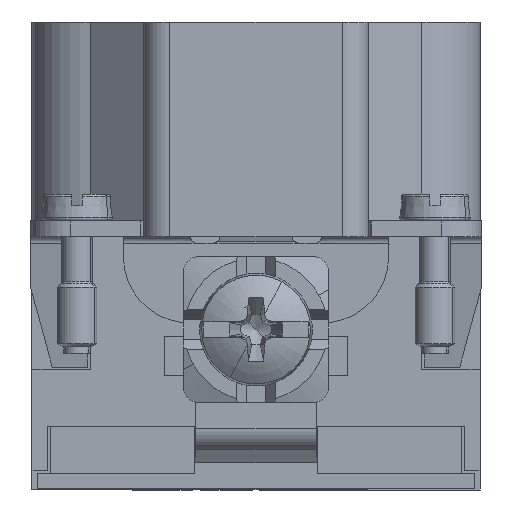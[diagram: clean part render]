
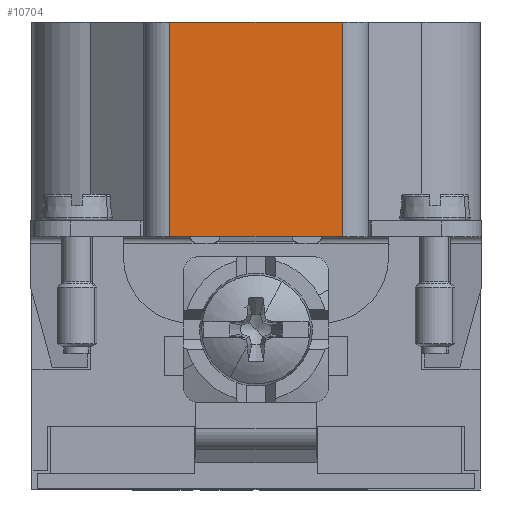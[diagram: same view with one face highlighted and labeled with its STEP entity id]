
A CAD part, front view. The second image highlights one B-rep face of the part: STEP entity #10704.
In plain terms, the highlighted planar face has unit normal (0, -1, 0).
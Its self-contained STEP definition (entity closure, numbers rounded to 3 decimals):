
#10677=AXIS2_PLACEMENT_3D('Plane Axis2P3D',#10674,#10675,#10676) ;
#10648=CARTESIAN_POINT('Line Origine',(10.5,1.2,27.2)) ;
#10652=CARTESIAN_POINT('Vertex',(10.5,1.2,35.3)) ;
#10654=CARTESIAN_POINT('Vertex',(10.5,1.2,19.1)) ;
#10674=CARTESIAN_POINT('Axis2P3D Location',(33.9,1.2,20.8)) ;
#10679=CARTESIAN_POINT('Line Origine',(17.,1.2,19.1)) ;
#10683=CARTESIAN_POINT('Vertex',(23.5,1.2,19.1)) ;
#10686=CARTESIAN_POINT('Line Origine',(23.5,1.2,27.2)) ;
#10690=CARTESIAN_POINT('Vertex',(23.5,1.2,35.3)) ;
#10693=CARTESIAN_POINT('Line Origine',(17.,1.2,35.3)) ;
#10649=DIRECTION('Vector Direction',(0.,0.,1.)) ;
#10675=DIRECTION('Axis2P3D Direction',(0.,1.,0.)) ;
#10676=DIRECTION('Axis2P3D XDirection',(-1.,0.,0.)) ;
#10680=DIRECTION('Vector Direction',(-1.,0.,0.)) ;
#10687=DIRECTION('Vector Direction',(0.,0.,1.)) ;
#10694=DIRECTION('Vector Direction',(-1.,0.,0.)) ;
#10650=VECTOR('Line Direction',#10649,1.) ;
#10681=VECTOR('Line Direction',#10680,1.) ;
#10688=VECTOR('Line Direction',#10687,1.) ;
#10695=VECTOR('Line Direction',#10694,1.) ;
#10699=ORIENTED_EDGE('',*,*,#10656,.T.) ;
#10700=ORIENTED_EDGE('',*,*,#10685,.F.) ;
#10701=ORIENTED_EDGE('',*,*,#10692,.F.) ;
#10702=ORIENTED_EDGE('',*,*,#10697,.T.) ;
#10704=ADVANCED_FACE('Hauptk\X2\00F6\X0\rper',(#10703),#10678,.F.) ;
#10656=EDGE_CURVE('',#10653,#10655,#10651,.F.) ;
#10685=EDGE_CURVE('',#10684,#10655,#10682,.T.) ;
#10692=EDGE_CURVE('',#10691,#10684,#10689,.F.) ;
#10697=EDGE_CURVE('',#10691,#10653,#10696,.T.) ;
#10698=EDGE_LOOP('',(#10699,#10700,#10701,#10702)) ;
#10703=FACE_OUTER_BOUND('',#10698,.T.) ;
#10651=LINE('Line',#10648,#10650) ;
#10682=LINE('Line',#10679,#10681) ;
#10689=LINE('Line',#10686,#10688) ;
#10696=LINE('Line',#10693,#10695) ;
#10678=PLANE('',#10677) ;
#10653=VERTEX_POINT('',#10652) ;
#10655=VERTEX_POINT('',#10654) ;
#10684=VERTEX_POINT('',#10683) ;
#10691=VERTEX_POINT('',#10690) ;
